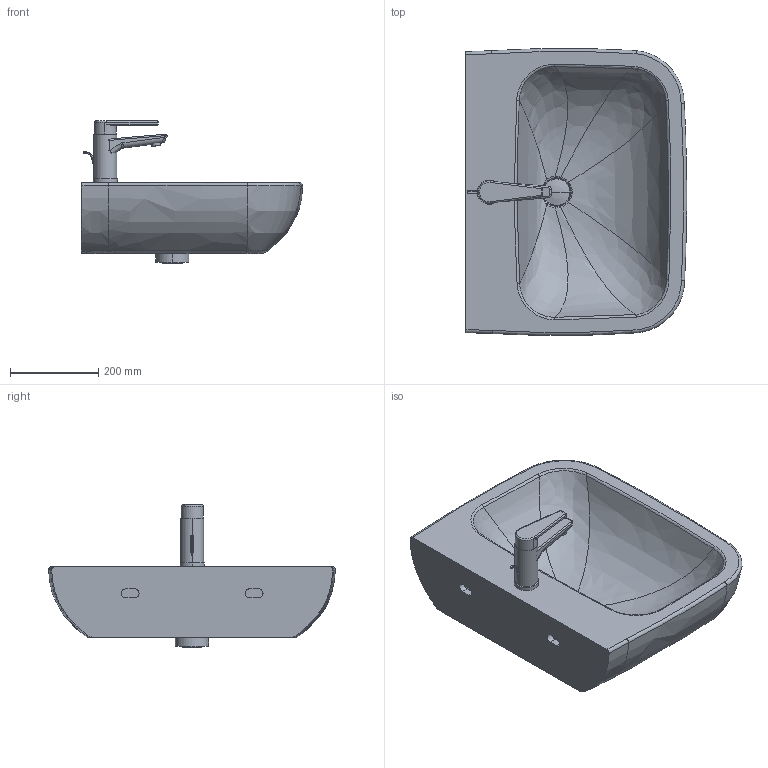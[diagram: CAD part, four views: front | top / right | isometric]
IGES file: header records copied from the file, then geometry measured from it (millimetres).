
Global section: file name: No Iges File Name specified; native system: Autodesk Inventor 2011; preprocessor: AutoDesk Inventor Iges Exporter R2011; author: Administrator; date: 20141009.220053; units: millimetre
Bounding box: 500.7 x 649.01 x 321.69 mm (x, y, z)
Volume: 21738252.1 mm3; surface area: 1196317.2 mm2
Topology: 8 solids, 8 shells, 231 faces, 581 edges, 353 vertices
Faces by surface type: bspline 67, cylinder 56, plane 51, revolution 25, torus 20, sphere 8, cone 4
